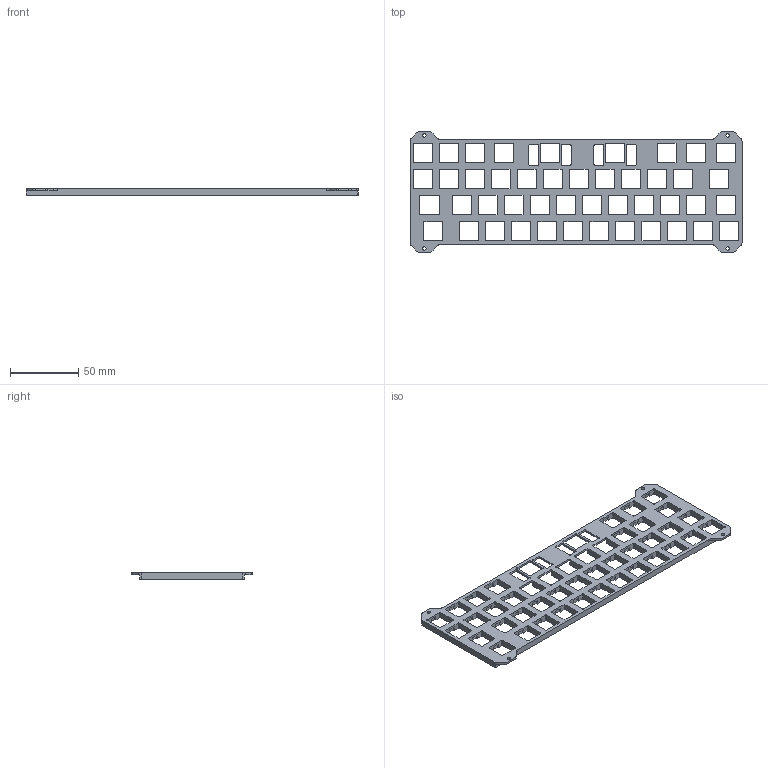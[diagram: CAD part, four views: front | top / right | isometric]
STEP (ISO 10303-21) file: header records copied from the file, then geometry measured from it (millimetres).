
FILE_DESCRIPTION(/* description */ (''),/* implementation_level */ '2;1');
FILE_NAME(/* name */ 'ThiccMinisub.step',/* time_stamp */ '2024-02-16T21:33:45-05:00',/* author */ (''),/* organization */ (''),/* preprocessor_version */ 'ST-DEVELOPER v20',/* originating_system */ 'Autodesk Translation Framework v12.20.1.177',/* authorisation */ '');
FILE_SCHEMA (('AUTOMOTIVE_DESIGN { 1 0 10303 214 3 1 1 }'));
Length unit declared in the file: millimetre
Products named in the file (1): FusionComponent
Bounding box: 242.89 x 88.2 x 4.75 mm (x, y, z)
Volume: 38918.6 mm3; surface area: 34226.1 mm2
Topology: 1 solids, 1 shells, 765 faces, 2297 edges, 1528 vertices
Faces by surface type: plane 548, cylinder 217
Full cylindrical faces by diameter (mm): 2.5 x4
Entity records: 25935 total; most frequent: ORIENTED_EDGE 4594, CARTESIAN_POINT 4591, DIRECTION 4268, EDGE_CURVE 2297, LINE 1858, VECTOR 1858, VERTEX_POINT 1528, AXIS2_PLACEMENT_3D 1205
